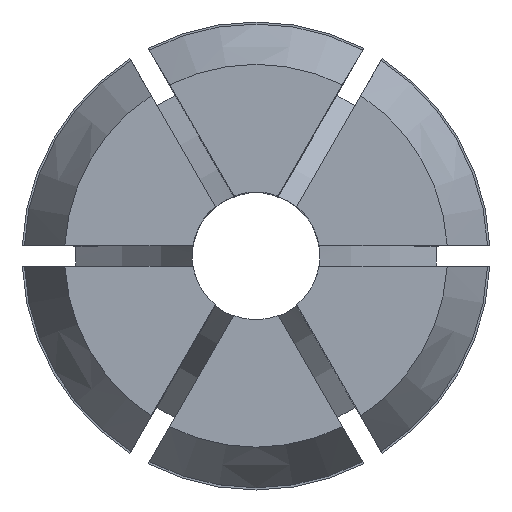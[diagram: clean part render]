
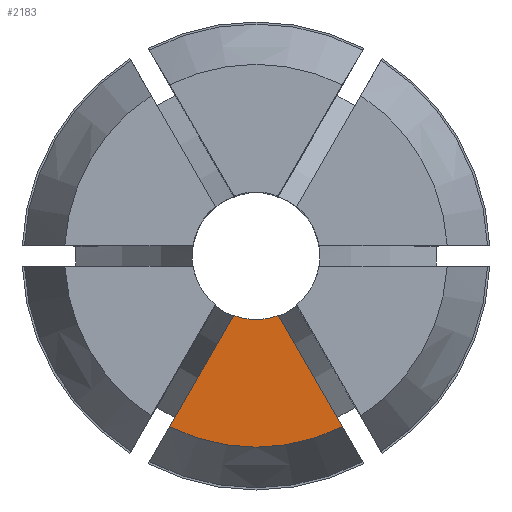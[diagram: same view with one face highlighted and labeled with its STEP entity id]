
A CAD part, top view. The second image highlights one B-rep face of the part: STEP entity #2183.
In plain terms, the highlighted planar face has unit normal (0, 0, 1).
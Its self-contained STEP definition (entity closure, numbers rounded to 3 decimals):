
#38 = EDGE_CURVE ( 'NONE', #243, #2517, #618, .T. ) ;
#88 = LINE ( 'NONE', #2252, #1117 ) ;
#107 = ORIENTED_EDGE ( 'NONE', *, *, #2633, .F. ) ;
#140 = DIRECTION ( 'NONE',  ( -1., 0., 0. ) ) ;
#194 = DIRECTION ( 'NONE',  ( 0.5, -0.866, 0. ) ) ;
#243 = VERTEX_POINT ( 'NONE', #1517 ) ;
#274 = CARTESIAN_POINT ( 'NONE',  ( 0., 0., 40. ) ) ;
#390 = AXIS2_PLACEMENT_3D ( 'NONE', #1072, #850, #140 ) ;
#591 = ORIENTED_EDGE ( 'NONE', *, *, #1298, .T. ) ;
#618 = CIRCLE ( 'NONE', #390, 13.499 ) ;
#756 = DIRECTION ( 'NONE',  ( 1., 0., 0. ) ) ;
#850 = DIRECTION ( 'NONE',  ( 0., 0., -1. ) ) ;
#851 = VERTEX_POINT ( 'NONE', #1947 ) ;
#1007 = AXIS2_PLACEMENT_3D ( 'NONE', #274, #2246, #756 ) ;
#1050 = EDGE_LOOP ( 'NONE', ( #2597, #591, #2678, #107 ) ) ;
#1059 = DIRECTION ( 'NONE',  ( -0.5, -0.866, 0. ) ) ;
#1072 = CARTESIAN_POINT ( 'NONE',  ( 0., 0., 40. ) ) ;
#1117 = VECTOR ( 'NONE', #1059, 1000. ) ;
#1138 = DIRECTION ( 'NONE',  ( 1., 0., 0. ) ) ;
#1298 = EDGE_CURVE ( 'NONE', #2135, #2517, #88, .T. ) ;
#1501 = VECTOR ( 'NONE', #194, 1000. ) ;
#1517 = CARTESIAN_POINT ( 'NONE',  ( 6.09, -12.048, 40. ) ) ;
#1633 = CARTESIAN_POINT ( 'NONE',  ( -6.495, 9.75, 40. ) ) ;
#1663 = CIRCLE ( 'NONE', #1007, 4.5 ) ;
#1947 = CARTESIAN_POINT ( 'NONE',  ( 1.569, -4.218, 40. ) ) ;
#2036 = LINE ( 'NONE', #1633, #1501 ) ;
#2135 = VERTEX_POINT ( 'NONE', #2584 ) ;
#2183 = ADVANCED_FACE ( 'NONE', ( #2429 ), #2856, .T. ) ;
#2242 = EDGE_CURVE ( 'NONE', #2135, #851, #1663, .T. ) ;
#2246 = DIRECTION ( 'NONE',  ( 0., 0., 1. ) ) ;
#2252 = CARTESIAN_POINT ( 'NONE',  ( 6.495, 9.75, 40. ) ) ;
#2429 = FACE_OUTER_BOUND ( 'NONE', #1050, .T. ) ;
#2517 = VERTEX_POINT ( 'NONE', #2893 ) ;
#2584 = CARTESIAN_POINT ( 'NONE',  ( -1.569, -4.218, 40. ) ) ;
#2597 = ORIENTED_EDGE ( 'NONE', *, *, #2242, .F. ) ;
#2633 = EDGE_CURVE ( 'NONE', #851, #243, #2036, .T. ) ;
#2678 = ORIENTED_EDGE ( 'NONE', *, *, #38, .F. ) ;
#2856 = PLANE ( 'NONE',  #3131 ) ;
#2893 = CARTESIAN_POINT ( 'NONE',  ( -6.09, -12.048, 40. ) ) ;
#2910 = DIRECTION ( 'NONE',  ( 0., 0., 1. ) ) ;
#2926 = CARTESIAN_POINT ( 'NONE',  ( 0., 13.499, 40. ) ) ;
#3131 = AXIS2_PLACEMENT_3D ( 'NONE', #2926, #2910, #1138 ) ;
